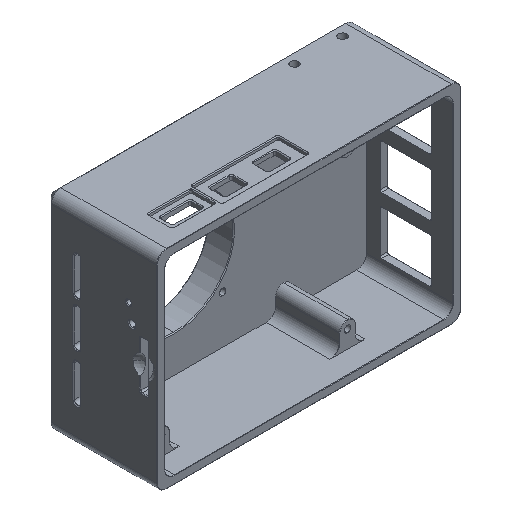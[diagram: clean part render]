
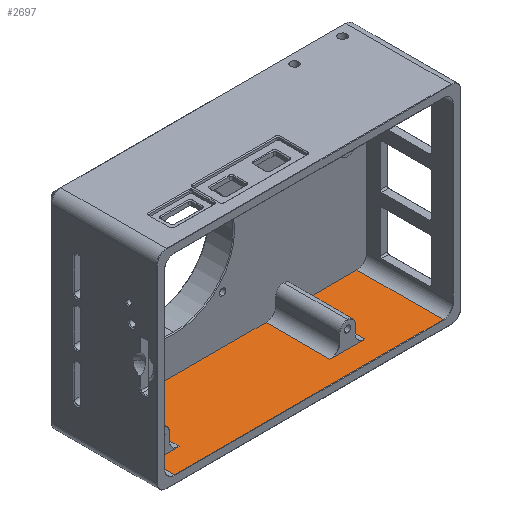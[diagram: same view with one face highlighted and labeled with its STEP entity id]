
A CAD part, isometric view. The second image highlights one B-rep face of the part: STEP entity #2697.
In plain terms, the highlighted planar face has unit normal (0, 0, 1).
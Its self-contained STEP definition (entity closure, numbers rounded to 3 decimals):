
#233 = EDGE_CURVE ( 'NONE', #1866, #5739, #7454, .T. ) ;
#266 = CARTESIAN_POINT ( 'NONE',  ( 13.219, 7., -62.5 ) ) ;
#331 = AXIS2_PLACEMENT_3D ( 'NONE', #9410, #4538, #6381 ) ;
#435 = VECTOR ( 'NONE', #2710, 1000. ) ;
#546 = CARTESIAN_POINT ( 'NONE',  ( 89.5, 27., -62.5 ) ) ;
#642 = LINE ( 'NONE', #7808, #5323 ) ;
#789 = VERTEX_POINT ( 'NONE', #2631 ) ;
#841 = ORIENTED_EDGE ( 'NONE', *, *, #5041, .T. ) ;
#1095 = VECTOR ( 'NONE', #9699, 1000. ) ;
#1327 = CARTESIAN_POINT ( 'NONE',  ( 61.871, 7., -62.5 ) ) ;
#1380 = CARTESIAN_POINT ( 'NONE',  ( 14., 7.1, -62.5 ) ) ;
#1542 = VERTEX_POINT ( 'NONE', #2191 ) ;
#1587 = VERTEX_POINT ( 'NONE', #9863 ) ;
#1866 = VERTEX_POINT ( 'NONE', #4722 ) ;
#1939 = CARTESIAN_POINT ( 'NONE',  ( 71.565, 7.065, -62.5 ) ) ;
#1948 = CARTESIAN_POINT ( 'NONE',  ( 61.09, 7.1, -62.5 ) ) ;
#1989 = LINE ( 'NONE', #3645, #6899 ) ;
#2075 = CARTESIAN_POINT ( 'NONE',  ( 14., 27., -62.5 ) ) ;
#2121 = EDGE_CURVE ( 'NONE', #1587, #789, #5099, .T. ) ;
#2156 = EDGE_CURVE ( 'NONE', #7152, #5739, #1989, .T. ) ;
#2191 = CARTESIAN_POINT ( 'NONE',  ( 89.5, 27., -62.5 ) ) ;
#2450 = DIRECTION ( 'NONE',  ( 0., -1., 0. ) ) ;
#2631 = CARTESIAN_POINT ( 'NONE',  ( 71.309, 7., -62.5 ) ) ;
#2697 = ADVANCED_FACE ( 'NONE', ( #3949 ), #4698, .F. ) ;
#2710 = DIRECTION ( 'NONE',  ( 0., 1., 0. ) ) ;
#3612 = VECTOR ( 'NONE', #3912, 1000. ) ;
#3645 = CARTESIAN_POINT ( 'NONE',  ( 2.5, 7., -62.5 ) ) ;
#3764 = VERTEX_POINT ( 'NONE', #2075 ) ;
#3842 = CARTESIAN_POINT ( 'NONE',  ( 89.5, 0.1, -62.5 ) ) ;
#3858 = LINE ( 'NONE', #8942, #3612 ) ;
#3889 = LINE ( 'NONE', #4743, #7441 ) ;
#3906 = B_SPLINE_CURVE_WITH_KNOTS ( 'NONE', 3,
 ( #5985, #9215, #7630, #1948 ),
 .UNSPECIFIED., .F., .F.,
 ( 4, 4 ),
 ( 0., 0.001 ),
 .UNSPECIFIED. ) ;
#3912 = DIRECTION ( 'NONE',  ( 0., -1., 0. ) ) ;
#3949 = FACE_OUTER_BOUND ( 'NONE', #9008, .T. ) ;
#3950 = EDGE_CURVE ( 'NONE', #3764, #1866, #3889, .T. ) ;
#4025 = DIRECTION ( 'NONE',  ( -1., 0., 0. ) ) ;
#4148 = ORIENTED_EDGE ( 'NONE', *, *, #10306, .T. ) ;
#4342 = DIRECTION ( 'NONE',  ( 0., -1., 0. ) ) ;
#4344 = CARTESIAN_POINT ( 'NONE',  ( 71.825, 7.1, -62.5 ) ) ;
#4361 = CARTESIAN_POINT ( 'NONE',  ( 61.09, 27., -62.5 ) ) ;
#4387 = CARTESIAN_POINT ( 'NONE',  ( 71.309, 7., -62.5 ) ) ;
#4427 = VECTOR ( 'NONE', #4025, 1000. ) ;
#4538 = DIRECTION ( 'NONE',  ( 0., 0., -1. ) ) ;
#4698 = PLANE ( 'NONE',  #331 ) ;
#4722 = CARTESIAN_POINT ( 'NONE',  ( 14., 7.1, -62.5 ) ) ;
#4743 = CARTESIAN_POINT ( 'NONE',  ( 14., 7., -62.5 ) ) ;
#4787 = LINE ( 'NONE', #8065, #1095 ) ;
#4892 = ORIENTED_EDGE ( 'NONE', *, *, #2156, .F. ) ;
#4942 = VECTOR ( 'NONE', #4342, 1000. ) ;
#5036 = LINE ( 'NONE', #5195, #6453 ) ;
#5041 = EDGE_CURVE ( 'NONE', #6765, #1542, #7010, .T. ) ;
#5099 = B_SPLINE_CURVE_WITH_KNOTS ( 'NONE', 3,
 ( #10174, #4344, #1939, #4387 ),
 .UNSPECIFIED., .F., .F.,
 ( 4, 4 ),
 ( 0., 0.001 ),
 .UNSPECIFIED. ) ;
#5132 = DIRECTION ( 'NONE',  ( 1., 0., 0. ) ) ;
#5195 = CARTESIAN_POINT ( 'NONE',  ( 89.5, 0.1, -62.5 ) ) ;
#5323 = VECTOR ( 'NONE', #10299, 1000. ) ;
#5356 = ORIENTED_EDGE ( 'NONE', *, *, #3950, .T. ) ;
#5362 = EDGE_CURVE ( 'NONE', #6702, #8662, #6575, .T. ) ;
#5404 = CARTESIAN_POINT ( 'NONE',  ( 5.5, 7., -62.5 ) ) ;
#5415 = CARTESIAN_POINT ( 'NONE',  ( 13.475, 7.065, -62.5 ) ) ;
#5459 = CARTESIAN_POINT ( 'NONE',  ( 72.09, 27., -62.5 ) ) ;
#5518 = LINE ( 'NONE', #10490, #4427 ) ;
#5578 = CARTESIAN_POINT ( 'NONE',  ( 13.735, 7.1, -62.5 ) ) ;
#5614 = ORIENTED_EDGE ( 'NONE', *, *, #5630, .T. ) ;
#5630 = EDGE_CURVE ( 'NONE', #8662, #3764, #4787, .T. ) ;
#5739 = VERTEX_POINT ( 'NONE', #266 ) ;
#5961 = CARTESIAN_POINT ( 'NONE',  ( 61.09, 7.1, -62.5 ) ) ;
#5977 = EDGE_CURVE ( 'NONE', #8195, #6702, #3906, .T. ) ;
#5985 = CARTESIAN_POINT ( 'NONE',  ( 61.871, 7., -62.5 ) ) ;
#5994 = VERTEX_POINT ( 'NONE', #5459 ) ;
#6270 = VERTEX_POINT ( 'NONE', #7772 ) ;
#6381 = DIRECTION ( 'NONE',  ( -1., 0., 0. ) ) ;
#6452 = ORIENTED_EDGE ( 'NONE', *, *, #9936, .F. ) ;
#6453 = VECTOR ( 'NONE', #8431, 1000. ) ;
#6575 = LINE ( 'NONE', #4361, #435 ) ;
#6607 = LINE ( 'NONE', #8257, #4942 ) ;
#6702 = VERTEX_POINT ( 'NONE', #5961 ) ;
#6765 = VERTEX_POINT ( 'NONE', #3842 ) ;
#6856 = VECTOR ( 'NONE', #7757, 1000. ) ;
#6899 = VECTOR ( 'NONE', #5132, 1000. ) ;
#7010 = LINE ( 'NONE', #546, #6856 ) ;
#7152 = VERTEX_POINT ( 'NONE', #5404 ) ;
#7441 = VECTOR ( 'NONE', #2450, 1000. ) ;
#7454 = B_SPLINE_CURVE_WITH_KNOTS ( 'NONE', 3,
 ( #1380, #5578, #5415, #7910 ),
 .UNSPECIFIED., .F., .F.,
 ( 4, 4 ),
 ( 0., 0.001 ),
 .UNSPECIFIED. ) ;
#7630 = CARTESIAN_POINT ( 'NONE',  ( 61.355, 7.1, -62.5 ) ) ;
#7757 = DIRECTION ( 'NONE',  ( 0., 1., 0. ) ) ;
#7772 = CARTESIAN_POINT ( 'NONE',  ( 5.5, 0.1, -62.5 ) ) ;
#7808 = CARTESIAN_POINT ( 'NONE',  ( 64.09, 7., -62.5 ) ) ;
#7902 = CARTESIAN_POINT ( 'NONE',  ( 61.09, 27., -62.5 ) ) ;
#7910 = CARTESIAN_POINT ( 'NONE',  ( 13.219, 7., -62.5 ) ) ;
#7940 = ORIENTED_EDGE ( 'NONE', *, *, #8748, .T. ) ;
#8065 = CARTESIAN_POINT ( 'NONE',  ( 2.5, 27., -62.5 ) ) ;
#8195 = VERTEX_POINT ( 'NONE', #1327 ) ;
#8214 = ORIENTED_EDGE ( 'NONE', *, *, #8412, .T. ) ;
#8257 = CARTESIAN_POINT ( 'NONE',  ( 72.09, 7., -62.5 ) ) ;
#8412 = EDGE_CURVE ( 'NONE', #6270, #6765, #5036, .T. ) ;
#8431 = DIRECTION ( 'NONE',  ( 1., 0., 0. ) ) ;
#8636 = ORIENTED_EDGE ( 'NONE', *, *, #233, .T. ) ;
#8662 = VERTEX_POINT ( 'NONE', #7902 ) ;
#8748 = EDGE_CURVE ( 'NONE', #1542, #5994, #5518, .T. ) ;
#8852 = EDGE_CURVE ( 'NONE', #5994, #1587, #6607, .T. ) ;
#8886 = ORIENTED_EDGE ( 'NONE', *, *, #2121, .T. ) ;
#8942 = CARTESIAN_POINT ( 'NONE',  ( 5.5, 0., -62.5 ) ) ;
#9008 = EDGE_LOOP ( 'NONE', ( #4148, #8214, #841, #7940, #9149, #8886, #6452, #10404, #10409, #5614, #5356, #8636, #4892 ) ) ;
#9149 = ORIENTED_EDGE ( 'NONE', *, *, #8852, .T. ) ;
#9215 = CARTESIAN_POINT ( 'NONE',  ( 61.615, 7.065, -62.5 ) ) ;
#9410 = CARTESIAN_POINT ( 'NONE',  ( 2.5, 143.167, -62.5 ) ) ;
#9699 = DIRECTION ( 'NONE',  ( -1., 0., 0. ) ) ;
#9863 = CARTESIAN_POINT ( 'NONE',  ( 72.09, 7.1, -62.5 ) ) ;
#9936 = EDGE_CURVE ( 'NONE', #8195, #789, #642, .T. ) ;
#10174 = CARTESIAN_POINT ( 'NONE',  ( 72.09, 7.1, -62.5 ) ) ;
#10299 = DIRECTION ( 'NONE',  ( 1., 0., 0. ) ) ;
#10306 = EDGE_CURVE ( 'NONE', #7152, #6270, #3858, .T. ) ;
#10404 = ORIENTED_EDGE ( 'NONE', *, *, #5977, .T. ) ;
#10409 = ORIENTED_EDGE ( 'NONE', *, *, #5362, .T. ) ;
#10490 = CARTESIAN_POINT ( 'NONE',  ( 2.5, 27., -62.5 ) ) ;
